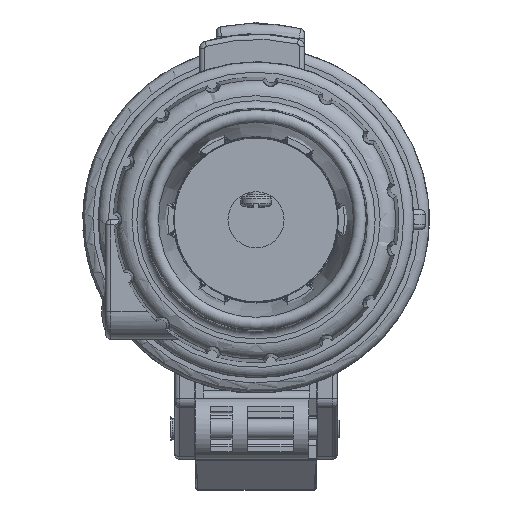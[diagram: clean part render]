
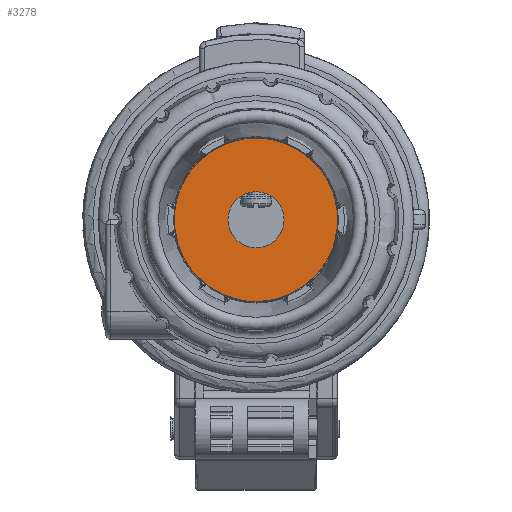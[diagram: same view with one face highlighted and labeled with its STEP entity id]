
A CAD part, front view. The second image highlights one B-rep face of the part: STEP entity #3278.
In plain terms, the highlighted planar face has unit normal (0, -1, 0).
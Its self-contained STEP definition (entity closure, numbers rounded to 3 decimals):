
#697=FACE_BOUND('',#6137,.T.);
#698=FACE_BOUND('',#6138,.T.);
#3278=ADVANCED_FACE('',(#697,#698),#3768,.T.);
#3768=PLANE('',#22687);
#6137=EDGE_LOOP('',(#14277));
#6138=EDGE_LOOP('',(#14278));
#14277=ORIENTED_EDGE('',*,*,#19393,.T.);
#14278=ORIENTED_EDGE('',*,*,#19396,.F.);
#16408=VERTEX_POINT('',#44122);
#16411=VERTEX_POINT('',#44130);
#19393=EDGE_CURVE('',#16408,#16408,#20470,.T.);
#19396=EDGE_CURVE('',#16411,#16411,#20473,.T.);
#20470=CIRCLE('',#22680,20.45);
#20473=CIRCLE('',#22685,5.5);
#22680=AXIS2_PLACEMENT_3D('',#44121,#28175,#28176);
#22685=AXIS2_PLACEMENT_3D('',#44129,#28185,#28186);
#22687=AXIS2_PLACEMENT_3D('',#44132,#28189,#28190);
#28175=DIRECTION('',(0.,-1.,0.));
#28176=DIRECTION('',(-1.,0.,0.));
#28185=DIRECTION('',(0.,-1.,0.));
#28186=DIRECTION('',(-1.,0.,0.));
#28189=DIRECTION('',(0.,-1.,0.));
#28190=DIRECTION('',(0.,0.,1.));
#44121=CARTESIAN_POINT('',(0.,-79.854,0.));
#44122=CARTESIAN_POINT('',(-20.45,-79.854,0.));
#44129=CARTESIAN_POINT('',(0.,-79.854,0.));
#44130=CARTESIAN_POINT('',(-5.5,-79.854,0.));
#44132=CARTESIAN_POINT('',(-40.9,-79.854,40.9));
